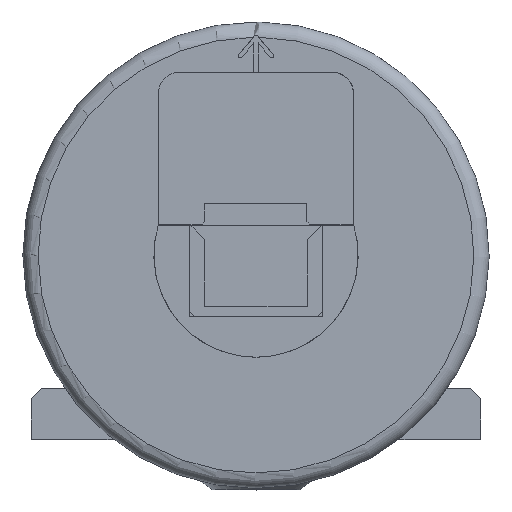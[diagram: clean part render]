
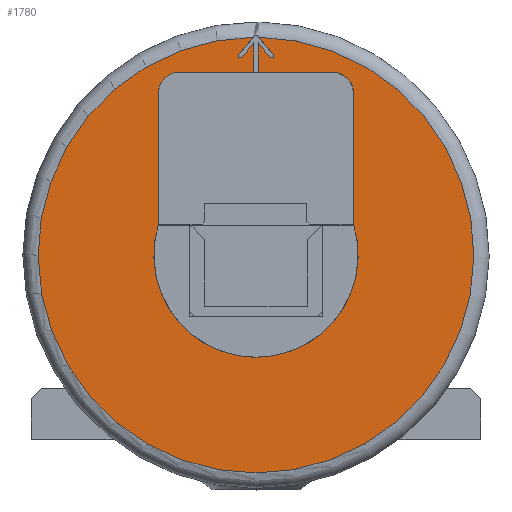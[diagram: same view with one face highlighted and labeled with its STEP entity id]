
A CAD part, top view. The second image highlights one B-rep face of the part: STEP entity #1780.
In plain terms, the highlighted face is planar.
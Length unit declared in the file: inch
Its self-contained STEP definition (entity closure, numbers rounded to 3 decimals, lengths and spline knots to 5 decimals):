
#127=LINE('',#2829,#285);
#129=LINE('',#2835,#287);
#133=LINE('',#2843,#291);
#137=LINE('',#2852,#295);
#140=LINE('',#2866,#298);
#141=LINE('',#2868,#299);
#142=LINE('',#2872,#300);
#143=LINE('',#2876,#301);
#144=LINE('',#2880,#302);
#145=LINE('',#2881,#303);
#285=VECTOR('',#2302,0.3937);
#287=VECTOR('',#2306,0.3937);
#291=VECTOR('',#2310,0.3937);
#295=VECTOR('',#2316,0.3937);
#298=VECTOR('',#2337,0.3937);
#299=VECTOR('',#2338,0.3937);
#300=VECTOR('',#2341,0.3937);
#301=VECTOR('',#2344,0.3937);
#302=VECTOR('',#2347,0.3937);
#303=VECTOR('',#2348,0.3937);
#457=PLANE('',#1984);
#582=FACE_OUTER_BOUND('',#701,.T.);
#701=EDGE_LOOP('',(#1426,#1427,#1428,#1429,#1430,#1431,#1432,#1433,#1434,
#1435,#1436,#1437,#1438,#1439,#1440,#1441));
#801=CIRCLE('',#1977,0.25);
#803=CIRCLE('',#1980,0.25);
#806=CIRCLE('',#1985,0.025);
#807=CIRCLE('',#1986,2.667);
#808=CIRCLE('',#1987,0.025);
#809=CIRCLE('',#1988,1.251);
#907=VERTEX_POINT('',#2823);
#909=VERTEX_POINT('',#2827);
#910=VERTEX_POINT('',#2831);
#912=VERTEX_POINT('',#2834);
#915=VERTEX_POINT('',#2840);
#916=VERTEX_POINT('',#2842);
#918=VERTEX_POINT('',#2848);
#920=VERTEX_POINT('',#2851);
#922=VERTEX_POINT('',#2865);
#923=VERTEX_POINT('',#2867);
#924=VERTEX_POINT('',#2869);
#925=VERTEX_POINT('',#2871);
#926=VERTEX_POINT('',#2873);
#927=VERTEX_POINT('',#2875);
#928=VERTEX_POINT('',#2877);
#929=VERTEX_POINT('',#2879);
#1092=EDGE_CURVE('',#907,#909,#127,.T.);
#1094=EDGE_CURVE('',#912,#910,#129,.T.);
#1098=EDGE_CURVE('',#916,#915,#133,.T.);
#1102=EDGE_CURVE('',#920,#918,#137,.T.);
#1105=EDGE_CURVE('',#915,#920,#801,.T.);
#1107=EDGE_CURVE('',#909,#912,#803,.T.);
#1110=EDGE_CURVE('',#910,#922,#140,.T.);
#1111=EDGE_CURVE('',#922,#923,#141,.T.);
#1112=EDGE_CURVE('',#923,#924,#806,.T.);
#1113=EDGE_CURVE('',#924,#925,#142,.T.);
#1114=EDGE_CURVE('',#926,#925,#807,.T.);
#1115=EDGE_CURVE('',#926,#927,#143,.T.);
#1116=EDGE_CURVE('',#927,#928,#808,.T.);
#1117=EDGE_CURVE('',#928,#929,#144,.T.);
#1118=EDGE_CURVE('',#929,#916,#145,.T.);
#1119=EDGE_CURVE('',#907,#918,#809,.T.);
#1426=ORIENTED_EDGE('',*,*,#1092,.T.);
#1427=ORIENTED_EDGE('',*,*,#1107,.T.);
#1428=ORIENTED_EDGE('',*,*,#1094,.T.);
#1429=ORIENTED_EDGE('',*,*,#1110,.T.);
#1430=ORIENTED_EDGE('',*,*,#1111,.T.);
#1431=ORIENTED_EDGE('',*,*,#1112,.T.);
#1432=ORIENTED_EDGE('',*,*,#1113,.T.);
#1433=ORIENTED_EDGE('',*,*,#1114,.F.);
#1434=ORIENTED_EDGE('',*,*,#1115,.T.);
#1435=ORIENTED_EDGE('',*,*,#1116,.T.);
#1436=ORIENTED_EDGE('',*,*,#1117,.T.);
#1437=ORIENTED_EDGE('',*,*,#1118,.T.);
#1438=ORIENTED_EDGE('',*,*,#1098,.T.);
#1439=ORIENTED_EDGE('',*,*,#1105,.T.);
#1440=ORIENTED_EDGE('',*,*,#1102,.T.);
#1441=ORIENTED_EDGE('',*,*,#1119,.F.);
#1780=ADVANCED_FACE('',(#582),#457,.T.);
#1977=AXIS2_PLACEMENT_3D('',#2857,#2321,#2322);
#1980=AXIS2_PLACEMENT_3D('',#2860,#2327,#2328);
#1984=AXIS2_PLACEMENT_3D('',#2864,#2335,#2336);
#1985=AXIS2_PLACEMENT_3D('',#2870,#2339,#2340);
#1986=AXIS2_PLACEMENT_3D('',#2874,#2342,#2343);
#1987=AXIS2_PLACEMENT_3D('',#2878,#2345,#2346);
#1988=AXIS2_PLACEMENT_3D('',#2882,#2349,#2350);
#2302=DIRECTION('',(0.,1.,0.));
#2306=DIRECTION('',(0.,0.,-1.));
#2310=DIRECTION('',(0.,0.,-1.));
#2316=DIRECTION('',(0.,-1.,0.));
#2321=DIRECTION('center_axis',(-1.,0.,0.));
#2322=DIRECTION('ref_axis',(0.,0.,1.));
#2327=DIRECTION('center_axis',(-1.,0.,0.));
#2328=DIRECTION('ref_axis',(0.,-1.,0.));
#2335=DIRECTION('center_axis',(1.,0.,0.));
#2336=DIRECTION('ref_axis',(0.,0.,-1.));
#2337=DIRECTION('',(0.,1.,0.));
#2338=DIRECTION('',(0.,-0.766,0.643));
#2339=DIRECTION('center_axis',(-1.,0.,0.));
#2340=DIRECTION('ref_axis',(0.,0.643,0.766));
#2341=DIRECTION('',(0.,0.766,-0.643));
#2342=DIRECTION('center_axis',(-1.,0.,0.));
#2343=DIRECTION('ref_axis',(0.,-1.,0.));
#2344=DIRECTION('',(0.,-0.766,-0.643));
#2345=DIRECTION('center_axis',(-1.,0.,0.));
#2346=DIRECTION('ref_axis',(0.,-0.643,0.766));
#2347=DIRECTION('',(0.,0.766,0.643));
#2348=DIRECTION('',(0.,-1.,0.));
#2349=DIRECTION('center_axis',(1.,0.,0.));
#2350=DIRECTION('ref_axis',(0.,0.,-1.));
#2823=CARTESIAN_POINT('',(0.,0.37332,1.194));
#2827=CARTESIAN_POINT('',(0.,1.987,1.194));
#2829=CARTESIAN_POINT('',(0.,0.6255,1.194));
#2831=CARTESIAN_POINT('',(0.,2.237,0.025));
#2834=CARTESIAN_POINT('',(0.,2.237,0.944));
#2835=CARTESIAN_POINT('',(0.,2.237,0.472));
#2840=CARTESIAN_POINT('',(0.,2.237,-0.944));
#2842=CARTESIAN_POINT('',(0.,2.237,-0.025));
#2843=CARTESIAN_POINT('',(0.,2.237,0.472));
#2848=CARTESIAN_POINT('',(0.,0.37332,-1.194));
#2851=CARTESIAN_POINT('',(0.,1.987,-1.194));
#2852=CARTESIAN_POINT('',(0.,1.619,-1.194));
#2857=CARTESIAN_POINT('Origin',(0.,1.987,-0.944));
#2860=CARTESIAN_POINT('Origin',(0.,1.987,0.944));
#2864=CARTESIAN_POINT('Origin',(0.,1.251,0.));
#2865=CARTESIAN_POINT('',(0.,2.59931,0.025));
#2866=CARTESIAN_POINT('',(0.,1.7095,0.025));
#2867=CARTESIAN_POINT('',(0.,2.42193,0.17385));
#2868=CARTESIAN_POINT('',(0.,2.20987,0.35179));
#2869=CARTESIAN_POINT('',(0.,2.45408,0.21215));
#2870=CARTESIAN_POINT('Origin',(0.,2.438,
0.193));
#2871=CARTESIAN_POINT('',(0.,2.66679,0.0336));
#2872=CARTESIAN_POINT('',(0.,2.15341,0.46452));
#2873=CARTESIAN_POINT('',(0.,2.66679,-0.0336));
#2874=CARTESIAN_POINT('Origin',(0.,0.,0.));
#2875=CARTESIAN_POINT('',(0.,2.45407,-0.21215));
#2876=CARTESIAN_POINT('',(0.,2.26783,-0.36848));
#2877=CARTESIAN_POINT('',(0.,2.42193,-0.17385));
#2878=CARTESIAN_POINT('Origin',(0.,2.438,-0.193));
#2879=CARTESIAN_POINT('',(0.,2.59931,-0.025));
#2880=CARTESIAN_POINT('',(0.,2.12118,-0.42622));
#2881=CARTESIAN_POINT('',(0.,1.92516,-0.025));
#2882=CARTESIAN_POINT('Origin',(0.,0.,0.));
